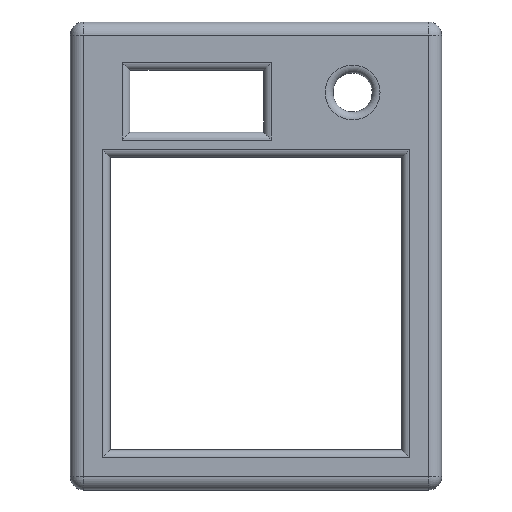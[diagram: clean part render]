
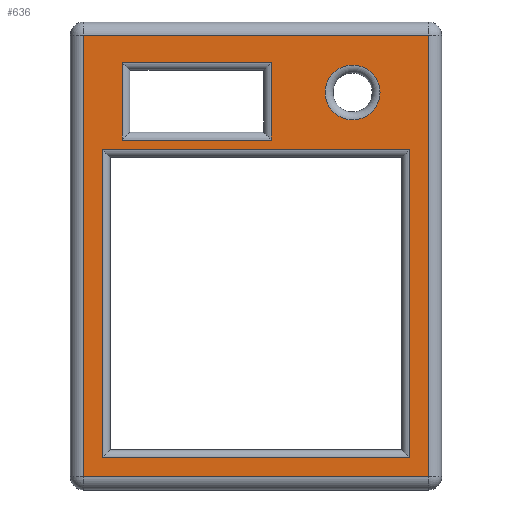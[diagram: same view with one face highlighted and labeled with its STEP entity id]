
A CAD part, top view. The second image highlights one B-rep face of the part: STEP entity #636.
In plain terms, the highlighted planar face has unit normal (0, 0, 1).
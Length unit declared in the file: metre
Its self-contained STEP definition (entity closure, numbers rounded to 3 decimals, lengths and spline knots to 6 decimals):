
#42=CIRCLE('',#691,0.005302);
#61=ORIENTED_EDGE('',*,*,#243,.T.);
#62=ORIENTED_EDGE('',*,*,#244,.T.);
#63=ORIENTED_EDGE('',*,*,#245,.T.);
#64=ORIENTED_EDGE('',*,*,#246,.T.);
#65=ORIENTED_EDGE('',*,*,#247,.T.);
#66=ORIENTED_EDGE('',*,*,#248,.T.);
#67=ORIENTED_EDGE('',*,*,#249,.T.);
#68=ORIENTED_EDGE('',*,*,#250,.T.);
#69=ORIENTED_EDGE('',*,*,#251,.T.);
#70=ORIENTED_EDGE('',*,*,#252,.T.);
#71=ORIENTED_EDGE('',*,*,#253,.T.);
#72=ORIENTED_EDGE('',*,*,#254,.T.);
#73=ORIENTED_EDGE('',*,*,#255,.T.);
#243=EDGE_CURVE('',#334,#335,#389,.T.);
#244=EDGE_CURVE('',#335,#336,#390,.F.);
#245=EDGE_CURVE('',#336,#337,#391,.F.);
#246=EDGE_CURVE('',#337,#334,#392,.T.);
#247=EDGE_CURVE('',#338,#338,#42,.F.);
#248=EDGE_CURVE('',#339,#340,#393,.T.);
#249=EDGE_CURVE('',#340,#341,#394,.F.);
#250=EDGE_CURVE('',#341,#342,#395,.F.);
#251=EDGE_CURVE('',#342,#339,#396,.T.);
#252=EDGE_CURVE('',#343,#344,#397,.T.);
#253=EDGE_CURVE('',#344,#345,#398,.T.);
#254=EDGE_CURVE('',#345,#346,#399,.F.);
#255=EDGE_CURVE('',#346,#343,#400,.F.);
#334=VERTEX_POINT('',#963);
#335=VERTEX_POINT('',#964);
#336=VERTEX_POINT('',#966);
#337=VERTEX_POINT('',#968);
#338=VERTEX_POINT('',#971);
#339=VERTEX_POINT('',#973);
#340=VERTEX_POINT('',#974);
#341=VERTEX_POINT('',#976);
#342=VERTEX_POINT('',#978);
#343=VERTEX_POINT('',#981);
#344=VERTEX_POINT('',#982);
#345=VERTEX_POINT('',#984);
#346=VERTEX_POINT('',#986);
#389=LINE('',#962,#453);
#390=LINE('',#965,#454);
#391=LINE('',#967,#455);
#392=LINE('',#969,#456);
#393=LINE('',#972,#457);
#394=LINE('',#975,#458);
#395=LINE('',#977,#459);
#396=LINE('',#979,#460);
#397=LINE('',#980,#461);
#398=LINE('',#983,#462);
#399=LINE('',#985,#463);
#400=LINE('',#987,#464);
#453=VECTOR('',#762,1.);
#454=VECTOR('',#763,1.);
#455=VECTOR('',#764,1.);
#456=VECTOR('',#765,1.);
#457=VECTOR('',#768,1.);
#458=VECTOR('',#769,1.);
#459=VECTOR('',#770,1.);
#460=VECTOR('',#771,1.);
#461=VECTOR('',#772,1.);
#462=VECTOR('',#773,1.);
#463=VECTOR('',#774,1.);
#464=VECTOR('',#775,1.);
#517=EDGE_LOOP('',(#61,#62,#63,#64));
#518=EDGE_LOOP('',(#65));
#519=EDGE_LOOP('',(#66,#67,#68,#69));
#520=EDGE_LOOP('',(#70,#71,#72,#73));
#567=FACE_BOUND('',#517,.T.);
#568=FACE_BOUND('',#518,.T.);
#569=FACE_BOUND('',#519,.T.);
#570=FACE_BOUND('',#520,.T.);
#617=PLANE('',#690);
#636=ADVANCED_FACE('',(#567,#568,#569,#570),#617,.T.);
#690=AXIS2_PLACEMENT_3D('',#961,#760,#761);
#691=AXIS2_PLACEMENT_3D('',#970,#766,#767);
#760=DIRECTION('',(0.,0.,1.));
#761=DIRECTION('',(1.,0.,0.));
#762=DIRECTION('',(0.,-1.,0.));
#763=DIRECTION('',(1.,0.,0.));
#764=DIRECTION('',(0.,-1.,0.));
#765=DIRECTION('',(1.,0.,0.));
#766=DIRECTION('',(0.,0.,1.));
#767=DIRECTION('',(1.,0.,0.));
#768=DIRECTION('',(0.,-1.,0.));
#769=DIRECTION('',(1.,0.,0.));
#770=DIRECTION('',(0.,-1.,0.));
#771=DIRECTION('',(1.,0.,0.));
#772=DIRECTION('',(0.,1.,0.));
#773=DIRECTION('',(-1.,0.,0.));
#774=DIRECTION('',(0.,1.,0.));
#775=DIRECTION('',(-1.,0.,0.));
#961=CARTESIAN_POINT('',(0.03589,0.,0.021401));
#962=CARTESIAN_POINT('',(0.002991,0.,0.021401));
#963=CARTESIAN_POINT('',(0.002991,0.037439,0.021401));
#964=CARTESIAN_POINT('',(0.002991,0.022408,0.021401));
#965=CARTESIAN_POINT('',(-0.024377,0.022408,0.021401));
#966=CARTESIAN_POINT('',(-0.025901,0.022408,0.021401));
#967=CARTESIAN_POINT('',(-0.025901,0.035915,0.021401));
#968=CARTESIAN_POINT('',(-0.025901,0.037439,0.021401));
#969=CARTESIAN_POINT('',(0.03589,0.037439,0.021401));
#970=CARTESIAN_POINT('',(0.018682,0.031609,0.021401));
#971=CARTESIAN_POINT('',(0.023984,0.031609,0.021401));
#972=CARTESIAN_POINT('',(0.029714,0.,0.021401));
#973=CARTESIAN_POINT('',(0.029714,0.02056,0.021401));
#974=CARTESIAN_POINT('',(0.029714,-0.039005,0.021401));
#975=CARTESIAN_POINT('',(-0.02819,-0.039005,0.021401));
#976=CARTESIAN_POINT('',(-0.029714,-0.039005,0.021401));
#977=CARTESIAN_POINT('',(-0.029714,0.019036,0.021401));
#978=CARTESIAN_POINT('',(-0.029714,0.02056,0.021401));
#979=CARTESIAN_POINT('',(0.03589,0.02056,0.021401));
#980=CARTESIAN_POINT('',(0.03335,0.,0.021401));
#981=CARTESIAN_POINT('',(0.03335,-0.042691,0.021401));
#982=CARTESIAN_POINT('',(0.03335,0.042691,0.021401));
#983=CARTESIAN_POINT('',(0.03589,0.042691,0.021401));
#984=CARTESIAN_POINT('',(-0.03335,0.042691,0.021401));
#985=CARTESIAN_POINT('',(-0.03335,-0.045231,0.021401));
#986=CARTESIAN_POINT('',(-0.03335,-0.042691,0.021401));
#987=CARTESIAN_POINT('',(0.03589,-0.042691,0.021401));
